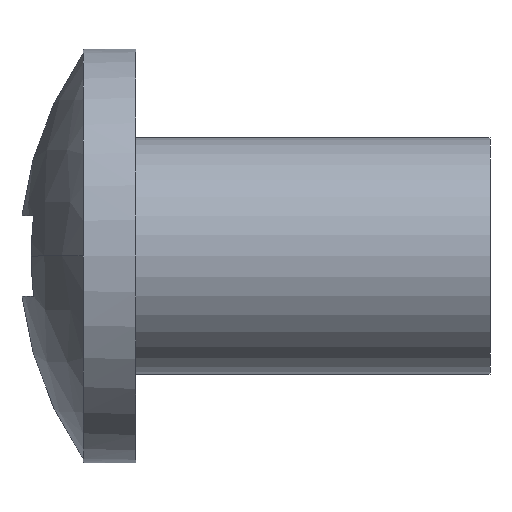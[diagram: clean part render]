
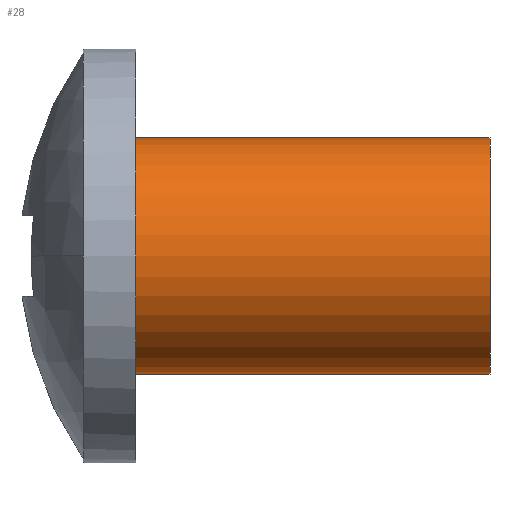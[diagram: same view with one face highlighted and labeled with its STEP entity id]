
A CAD part, front view. The second image highlights one B-rep face of the part: STEP entity #28.
In plain terms, the highlighted cylindrical face has radius 3.175 mm (diameter 6.35 mm), a partial arc.
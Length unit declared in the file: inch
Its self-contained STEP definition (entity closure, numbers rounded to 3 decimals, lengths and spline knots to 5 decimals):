
#28 = ADVANCED_FACE ( 'NONE', ( #597 ), #599, .T. ) ;
#538 = EDGE_LOOP ( 'NONE', ( #1194, #1193, #1192, #1159 ) ) ;
#597 = FACE_OUTER_BOUND ( 'NONE', #538, .T. ) ;
#599 = CYLINDRICAL_SURFACE ( 'NONE', #1320, 0.125 ) ;
#645 = VECTOR ( 'NONE', #2442, 39.37008 ) ;
#648 = LINE ( 'NONE', #2462, #645 ) ;
#1145 = EDGE_CURVE ( 'NONE', #2722, #2741, #648, .T. ) ;
#1159 = ORIENTED_EDGE ( 'NONE', *, *, #1248, .F. ) ;
#1192 = ORIENTED_EDGE ( 'NONE', *, *, #1853, .T. ) ;
#1193 = ORIENTED_EDGE ( 'NONE', *, *, #1232, .F. ) ;
#1194 = ORIENTED_EDGE ( 'NONE', *, *, #1145, .F. ) ;
#1232 = EDGE_CURVE ( 'NONE', #2760, #2722, #2109, .T. ) ;
#1248 = EDGE_CURVE ( 'NONE', #2741, #2728, #2140, .T. ) ;
#1320 = AXIS2_PLACEMENT_3D ( 'NONE', #2597, #2596, #2601 ) ;
#1353 = AXIS2_PLACEMENT_3D ( 'NONE', #2294, #2293, #2292 ) ;
#1355 = AXIS2_PLACEMENT_3D ( 'NONE', #2262, #2258, #2257 ) ;
#1435 = CARTESIAN_POINT ( 'NONE',  ( -0.625, 0., -0.125 ) ) ;
#1454 = CARTESIAN_POINT ( 'NONE',  ( -0.25, 0., 0.125 ) ) ;
#1467 = CARTESIAN_POINT ( 'NONE',  ( -0.25, 0., -0.125 ) ) ;
#1473 = CARTESIAN_POINT ( 'NONE',  ( -0.625, 0., 0.125 ) ) ;
#1853 = EDGE_CURVE ( 'NONE', #2760, #2728, #1942, .T. ) ;
#1942 = LINE ( 'NONE', #3057, #1951 ) ;
#1951 = VECTOR ( 'NONE', #3055, 39.37008 ) ;
#2109 = CIRCLE ( 'NONE', #1353, 0.125 ) ;
#2140 = CIRCLE ( 'NONE', #1355, 0.125 ) ;
#2257 = DIRECTION ( 'NONE',  ( 0., 0., -1. ) ) ;
#2258 = DIRECTION ( 'NONE',  ( 1., 0., 0. ) ) ;
#2262 = CARTESIAN_POINT ( 'NONE',  ( -0.25, 0., 0. ) ) ;
#2292 = DIRECTION ( 'NONE',  ( 0., 0., 1. ) ) ;
#2293 = DIRECTION ( 'NONE',  ( -1., 0., 0. ) ) ;
#2294 = CARTESIAN_POINT ( 'NONE',  ( -0.625, 0., 0. ) ) ;
#2442 = DIRECTION ( 'NONE',  ( 1., 0., 0. ) ) ;
#2462 = CARTESIAN_POINT ( 'NONE',  ( -0.5625, 0., 0.125 ) ) ;
#2596 = DIRECTION ( 'NONE',  ( 1., 0., 0. ) ) ;
#2597 = CARTESIAN_POINT ( 'NONE',  ( -0.5625, 0., 0. ) ) ;
#2601 = DIRECTION ( 'NONE',  ( 0., 0., -1. ) ) ;
#2722 = VERTEX_POINT ( 'NONE', #1473 ) ;
#2728 = VERTEX_POINT ( 'NONE', #1467 ) ;
#2741 = VERTEX_POINT ( 'NONE', #1454 ) ;
#2760 = VERTEX_POINT ( 'NONE', #1435 ) ;
#3055 = DIRECTION ( 'NONE',  ( 1., 0., 0. ) ) ;
#3057 = CARTESIAN_POINT ( 'NONE',  ( -0.5625, 0., -0.125 ) ) ;
